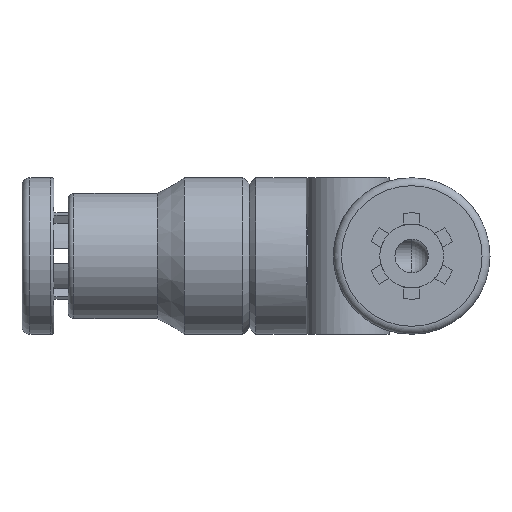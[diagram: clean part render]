
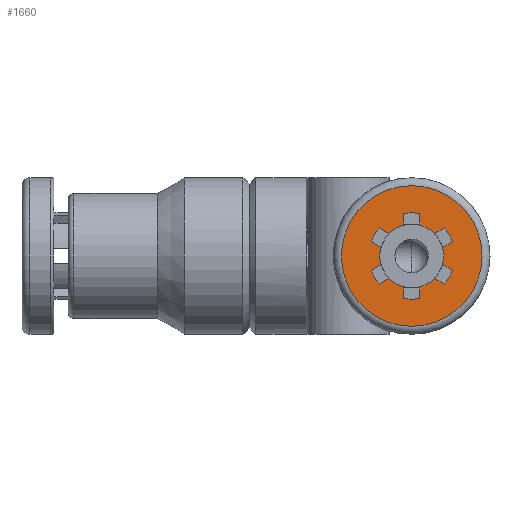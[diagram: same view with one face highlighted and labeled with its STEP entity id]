
A CAD part, front view. The second image highlights one B-rep face of the part: STEP entity #1660.
In plain terms, the highlighted planar face has unit normal (0, -1, 0).
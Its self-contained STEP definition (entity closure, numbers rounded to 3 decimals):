
#55=PLANE('',#1777);
#101=CIRCLE('',#1778,2.);
#102=CIRCLE('',#1779,2.7);
#103=CIRCLE('',#1780,2.);
#104=CIRCLE('',#1781,2.7);
#105=CIRCLE('',#1782,2.);
#106=CIRCLE('',#1783,2.7);
#107=CIRCLE('',#1784,2.);
#108=CIRCLE('',#1785,2.7);
#109=CIRCLE('',#1786,2.);
#110=CIRCLE('',#1787,2.7);
#111=CIRCLE('',#1788,2.);
#112=CIRCLE('',#1789,2.7);
#113=CIRCLE('',#1790,4.4);
#225=ORIENTED_EDGE('',*,*,#723,.F.);
#226=ORIENTED_EDGE('',*,*,#724,.T.);
#227=ORIENTED_EDGE('',*,*,#725,.T.);
#228=ORIENTED_EDGE('',*,*,#726,.T.);
#229=ORIENTED_EDGE('',*,*,#727,.F.);
#230=ORIENTED_EDGE('',*,*,#728,.T.);
#231=ORIENTED_EDGE('',*,*,#729,.T.);
#232=ORIENTED_EDGE('',*,*,#730,.T.);
#233=ORIENTED_EDGE('',*,*,#731,.F.);
#234=ORIENTED_EDGE('',*,*,#732,.T.);
#235=ORIENTED_EDGE('',*,*,#733,.T.);
#236=ORIENTED_EDGE('',*,*,#734,.T.);
#237=ORIENTED_EDGE('',*,*,#735,.F.);
#238=ORIENTED_EDGE('',*,*,#736,.T.);
#239=ORIENTED_EDGE('',*,*,#737,.T.);
#240=ORIENTED_EDGE('',*,*,#738,.T.);
#241=ORIENTED_EDGE('',*,*,#739,.F.);
#242=ORIENTED_EDGE('',*,*,#740,.T.);
#243=ORIENTED_EDGE('',*,*,#741,.T.);
#244=ORIENTED_EDGE('',*,*,#742,.T.);
#245=ORIENTED_EDGE('',*,*,#743,.F.);
#246=ORIENTED_EDGE('',*,*,#744,.T.);
#247=ORIENTED_EDGE('',*,*,#745,.T.);
#248=ORIENTED_EDGE('',*,*,#746,.T.);
#249=ORIENTED_EDGE('',*,*,#747,.T.);
#723=EDGE_CURVE('',#972,#973,#101,.T.);
#724=EDGE_CURVE('',#972,#974,#1128,.T.);
#725=EDGE_CURVE('',#974,#975,#102,.T.);
#726=EDGE_CURVE('',#975,#976,#1129,.T.);
#727=EDGE_CURVE('',#977,#976,#103,.T.);
#728=EDGE_CURVE('',#977,#978,#1130,.T.);
#729=EDGE_CURVE('',#978,#979,#104,.T.);
#730=EDGE_CURVE('',#979,#980,#1131,.T.);
#731=EDGE_CURVE('',#981,#980,#105,.T.);
#732=EDGE_CURVE('',#981,#982,#1132,.T.);
#733=EDGE_CURVE('',#982,#983,#106,.T.);
#734=EDGE_CURVE('',#983,#984,#1133,.T.);
#735=EDGE_CURVE('',#985,#984,#107,.T.);
#736=EDGE_CURVE('',#985,#986,#1134,.T.);
#737=EDGE_CURVE('',#986,#987,#108,.T.);
#738=EDGE_CURVE('',#987,#988,#1135,.T.);
#739=EDGE_CURVE('',#989,#988,#109,.T.);
#740=EDGE_CURVE('',#989,#990,#1136,.T.);
#741=EDGE_CURVE('',#990,#991,#110,.T.);
#742=EDGE_CURVE('',#991,#992,#1137,.T.);
#743=EDGE_CURVE('',#993,#992,#111,.T.);
#744=EDGE_CURVE('',#993,#994,#1138,.T.);
#745=EDGE_CURVE('',#994,#995,#112,.T.);
#746=EDGE_CURVE('',#995,#973,#1139,.T.);
#747=EDGE_CURVE('',#996,#996,#113,.T.);
#972=VERTEX_POINT('',#2559);
#973=VERTEX_POINT('',#2560);
#974=VERTEX_POINT('',#2562);
#975=VERTEX_POINT('',#2564);
#976=VERTEX_POINT('',#2566);
#977=VERTEX_POINT('',#2568);
#978=VERTEX_POINT('',#2570);
#979=VERTEX_POINT('',#2572);
#980=VERTEX_POINT('',#2574);
#981=VERTEX_POINT('',#2576);
#982=VERTEX_POINT('',#2578);
#983=VERTEX_POINT('',#2580);
#984=VERTEX_POINT('',#2582);
#985=VERTEX_POINT('',#2584);
#986=VERTEX_POINT('',#2586);
#987=VERTEX_POINT('',#2588);
#988=VERTEX_POINT('',#2590);
#989=VERTEX_POINT('',#2592);
#990=VERTEX_POINT('',#2594);
#991=VERTEX_POINT('',#2596);
#992=VERTEX_POINT('',#2598);
#993=VERTEX_POINT('',#2600);
#994=VERTEX_POINT('',#2602);
#995=VERTEX_POINT('',#2604);
#996=VERTEX_POINT('',#2607);
#1128=LINE('',#2561,#1248);
#1129=LINE('',#2565,#1249);
#1130=LINE('',#2569,#1250);
#1131=LINE('',#2573,#1251);
#1132=LINE('',#2577,#1252);
#1133=LINE('',#2581,#1253);
#1134=LINE('',#2585,#1254);
#1135=LINE('',#2589,#1255);
#1136=LINE('',#2593,#1256);
#1137=LINE('',#2597,#1257);
#1138=LINE('',#2601,#1258);
#1139=LINE('',#2605,#1259);
#1248=VECTOR('',#2020,1000.);
#1249=VECTOR('',#2023,1000.);
#1250=VECTOR('',#2026,1000.);
#1251=VECTOR('',#2029,1000.);
#1252=VECTOR('',#2032,1000.);
#1253=VECTOR('',#2035,1000.);
#1254=VECTOR('',#2038,1000.);
#1255=VECTOR('',#2041,1000.);
#1256=VECTOR('',#2044,1000.);
#1257=VECTOR('',#2047,1000.);
#1258=VECTOR('',#2050,1000.);
#1259=VECTOR('',#2053,1000.);
#1362=EDGE_LOOP('',(#225,#226,#227,#228,#229,#230,#231,#232,#233,#234,#235,
#236,#237,#238,#239,#240,#241,#242,#243,#244,#245,#246,#247,#248));
#1363=EDGE_LOOP('',(#249));
#1491=FACE_BOUND('',#1362,.T.);
#1492=FACE_BOUND('',#1363,.T.);
#1660=ADVANCED_FACE('',(#1491,#1492),#55,.F.);
#1777=AXIS2_PLACEMENT_3D('',#2557,#2016,#2017);
#1778=AXIS2_PLACEMENT_3D('',#2558,#2018,#2019);
#1779=AXIS2_PLACEMENT_3D('',#2563,#2021,#2022);
#1780=AXIS2_PLACEMENT_3D('',#2567,#2024,#2025);
#1781=AXIS2_PLACEMENT_3D('',#2571,#2027,#2028);
#1782=AXIS2_PLACEMENT_3D('',#2575,#2030,#2031);
#1783=AXIS2_PLACEMENT_3D('',#2579,#2033,#2034);
#1784=AXIS2_PLACEMENT_3D('',#2583,#2036,#2037);
#1785=AXIS2_PLACEMENT_3D('',#2587,#2039,#2040);
#1786=AXIS2_PLACEMENT_3D('',#2591,#2042,#2043);
#1787=AXIS2_PLACEMENT_3D('',#2595,#2045,#2046);
#1788=AXIS2_PLACEMENT_3D('',#2599,#2048,#2049);
#1789=AXIS2_PLACEMENT_3D('',#2603,#2051,#2052);
#1790=AXIS2_PLACEMENT_3D('',#2606,#2054,#2055);
#2016=DIRECTION('',(0.,1.,0.));
#2017=DIRECTION('',(-1.,0.,0.));
#2018=DIRECTION('',(0.,-1.,0.));
#2019=DIRECTION('',(1.,0.,0.));
#2020=DIRECTION('',(0.866,0.,-0.5));
#2021=DIRECTION('',(0.,1.,0.));
#2022=DIRECTION('',(1.,0.,0.));
#2023=DIRECTION('',(-0.866,0.,0.5));
#2024=DIRECTION('',(0.,-1.,0.));
#2025=DIRECTION('',(1.,0.,0.));
#2026=DIRECTION('',(0.,0.,-1.));
#2027=DIRECTION('',(0.,1.,0.));
#2028=DIRECTION('',(1.,0.,0.));
#2029=DIRECTION('',(0.,0.,1.));
#2030=DIRECTION('',(0.,-1.,0.));
#2031=DIRECTION('',(1.,0.,0.));
#2032=DIRECTION('',(-0.866,0.,-0.5));
#2033=DIRECTION('',(0.,1.,0.));
#2034=DIRECTION('',(1.,0.,0.));
#2035=DIRECTION('',(0.866,0.,0.5));
#2036=DIRECTION('',(0.,-1.,0.));
#2037=DIRECTION('',(1.,0.,0.));
#2038=DIRECTION('',(-0.866,0.,0.5));
#2039=DIRECTION('',(0.,1.,0.));
#2040=DIRECTION('',(1.,0.,0.));
#2041=DIRECTION('',(0.866,0.,-0.5));
#2042=DIRECTION('',(0.,-1.,0.));
#2043=DIRECTION('',(1.,0.,0.));
#2044=DIRECTION('',(0.,0.,1.));
#2045=DIRECTION('',(0.,1.,0.));
#2046=DIRECTION('',(1.,0.,0.));
#2047=DIRECTION('',(0.,0.,-1.));
#2048=DIRECTION('',(0.,-1.,0.));
#2049=DIRECTION('',(1.,0.,0.));
#2050=DIRECTION('',(0.866,0.,0.5));
#2051=DIRECTION('',(0.,1.,0.));
#2052=DIRECTION('',(1.,0.,0.));
#2053=DIRECTION('',(-0.866,0.,-0.5));
#2054=DIRECTION('',(0.,-1.,0.));
#2055=DIRECTION('',(1.,0.,0.));
#2557=CARTESIAN_POINT('',(4.4,-24.4,0.));
#2558=CARTESIAN_POINT('',(0.,-24.4,0.));
#2559=CARTESIAN_POINT('',(1.927,-24.4,-0.535));
#2560=CARTESIAN_POINT('',(1.927,-24.4,0.535));
#2561=CARTESIAN_POINT('',(1.927,-24.4,-0.535));
#2562=CARTESIAN_POINT('',(2.548,-24.4,-0.894));
#2563=CARTESIAN_POINT('',(0.,-24.4,0.));
#2564=CARTESIAN_POINT('',(2.048,-24.4,-1.76));
#2565=CARTESIAN_POINT('',(2.048,-24.4,-1.76));
#2566=CARTESIAN_POINT('',(1.427,-24.4,-1.401));
#2567=CARTESIAN_POINT('',(0.,-24.4,0.));
#2568=CARTESIAN_POINT('',(0.5,-24.4,-1.936));
#2569=CARTESIAN_POINT('',(0.5,-24.4,-1.936));
#2570=CARTESIAN_POINT('',(0.5,-24.4,-2.653));
#2571=CARTESIAN_POINT('',(0.,-24.4,0.));
#2572=CARTESIAN_POINT('',(-0.5,-24.4,-2.653));
#2573=CARTESIAN_POINT('',(-0.5,-24.4,-2.653));
#2574=CARTESIAN_POINT('',(-0.5,-24.4,-1.936));
#2575=CARTESIAN_POINT('',(0.,-24.4,0.));
#2576=CARTESIAN_POINT('',(-1.427,-24.4,-1.401));
#2577=CARTESIAN_POINT('',(-1.427,-24.4,-1.401));
#2578=CARTESIAN_POINT('',(-2.048,-24.4,-1.76));
#2579=CARTESIAN_POINT('',(0.,-24.4,0.));
#2580=CARTESIAN_POINT('',(-2.548,-24.4,-0.894));
#2581=CARTESIAN_POINT('',(-2.548,-24.4,-0.894));
#2582=CARTESIAN_POINT('',(-1.927,-24.4,-0.535));
#2583=CARTESIAN_POINT('',(0.,-24.4,0.));
#2584=CARTESIAN_POINT('',(-1.927,-24.4,0.535));
#2585=CARTESIAN_POINT('',(-1.927,-24.4,0.535));
#2586=CARTESIAN_POINT('',(-2.548,-24.4,0.894));
#2587=CARTESIAN_POINT('',(0.,-24.4,0.));
#2588=CARTESIAN_POINT('',(-2.048,-24.4,1.76));
#2589=CARTESIAN_POINT('',(-2.048,-24.4,1.76));
#2590=CARTESIAN_POINT('',(-1.427,-24.4,1.401));
#2591=CARTESIAN_POINT('',(0.,-24.4,0.));
#2592=CARTESIAN_POINT('',(-0.5,-24.4,1.936));
#2593=CARTESIAN_POINT('',(-0.5,-24.4,1.936));
#2594=CARTESIAN_POINT('',(-0.5,-24.4,2.653));
#2595=CARTESIAN_POINT('',(0.,-24.4,0.));
#2596=CARTESIAN_POINT('',(0.5,-24.4,2.653));
#2597=CARTESIAN_POINT('',(0.5,-24.4,2.653));
#2598=CARTESIAN_POINT('',(0.5,-24.4,1.936));
#2599=CARTESIAN_POINT('',(0.,-24.4,0.));
#2600=CARTESIAN_POINT('',(1.427,-24.4,1.401));
#2601=CARTESIAN_POINT('',(1.427,-24.4,1.401));
#2602=CARTESIAN_POINT('',(2.048,-24.4,1.76));
#2603=CARTESIAN_POINT('',(0.,-24.4,0.));
#2604=CARTESIAN_POINT('',(2.548,-24.4,0.894));
#2605=CARTESIAN_POINT('',(2.548,-24.4,0.894));
#2606=CARTESIAN_POINT('',(0.,-24.4,0.));
#2607=CARTESIAN_POINT('',(4.4,-24.4,0.));
